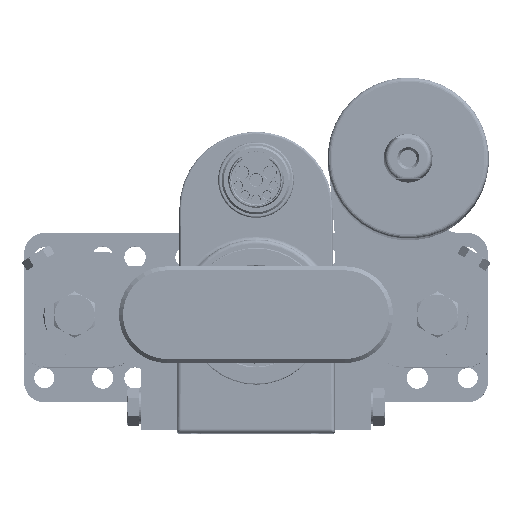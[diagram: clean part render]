
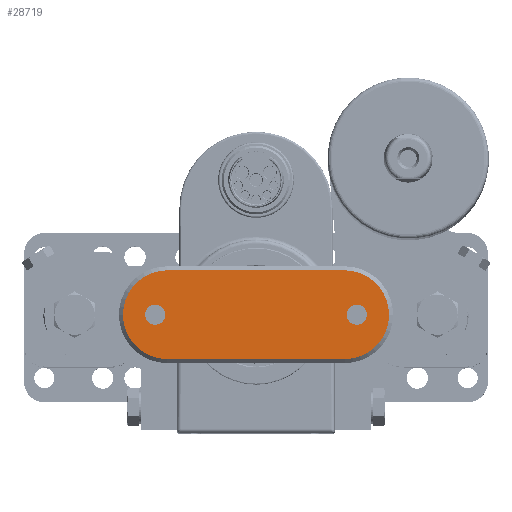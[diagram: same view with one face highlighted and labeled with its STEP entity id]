
A CAD part, top view. The second image highlights one B-rep face of the part: STEP entity #28719.
In plain terms, the highlighted planar face has unit normal (0, 0, 1).
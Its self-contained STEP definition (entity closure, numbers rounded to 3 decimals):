
#809 = ORIENTED_EDGE ( 'NONE', *, *, #27117, .T. ) ;
#825 = AXIS2_PLACEMENT_3D ( 'NONE', #26713, #15263, #40532 ) ;
#4071 = CARTESIAN_POINT ( 'NONE',  ( 33., 0., 9. ) ) ;
#4203 = DIRECTION ( 'NONE',  ( 0., 0., 1. ) ) ;
#6455 = VERTEX_POINT ( 'NONE', #27046 ) ;
#7289 = DIRECTION ( 'NONE',  ( 1., 0., 0. ) ) ;
#7359 = DIRECTION ( 'NONE',  ( 0., 0., 1. ) ) ;
#9956 = CARTESIAN_POINT ( 'NONE',  ( 22., 11., 9. ) ) ;
#9960 = DIRECTION ( 'NONE',  ( 1., 0., 0. ) ) ;
#10767 = DIRECTION ( 'NONE',  ( 1., 0., 0. ) ) ;
#10792 = VERTEX_POINT ( 'NONE', #23190 ) ;
#12154 = DIRECTION ( 'NONE',  ( -1., 0., 0. ) ) ;
#13327 = EDGE_CURVE ( 'NONE', #10792, #20672, #14389, .T. ) ;
#13904 = ORIENTED_EDGE ( 'NONE', *, *, #20787, .T. ) ;
#14389 = CIRCLE ( 'NONE', #30419, 11. ) ;
#14435 = ORIENTED_EDGE ( 'NONE', *, *, #21223, .T. ) ;
#15263 = DIRECTION ( 'NONE',  ( 0., 0., -1. ) ) ;
#15892 = EDGE_CURVE ( 'NONE', #41825, #29768, #34871, .T. ) ;
#15958 = EDGE_CURVE ( 'NONE', #20672, #18645, #31752, .T. ) ;
#15997 = CARTESIAN_POINT ( 'NONE',  ( -22., 11., 9. ) ) ;
#16290 = AXIS2_PLACEMENT_3D ( 'NONE', #35597, #46576, #27297 ) ;
#16553 = ORIENTED_EDGE ( 'NONE', *, *, #23578, .T. ) ;
#16824 = VERTEX_POINT ( 'NONE', #42070 ) ;
#17210 = FACE_BOUND ( 'NONE', #28774, .T. ) ;
#18083 = CARTESIAN_POINT ( 'NONE',  ( -22., 0., 9. ) ) ;
#18645 = VERTEX_POINT ( 'NONE', #29025 ) ;
#19162 = CARTESIAN_POINT ( 'NONE',  ( -22., 0., 9. ) ) ;
#19621 = VECTOR ( 'NONE', #12154, 1000. ) ;
#20630 = CARTESIAN_POINT ( 'NONE',  ( -22., -11., 9. ) ) ;
#20672 = VERTEX_POINT ( 'NONE', #20630 ) ;
#20787 = EDGE_CURVE ( 'NONE', #18645, #41825, #39633, .T. ) ;
#20867 = CIRCLE ( 'NONE', #16290, 2.5 ) ;
#21223 = EDGE_CURVE ( 'NONE', #35448, #35448, #21410, .T. ) ;
#21229 = DIRECTION ( 'NONE',  ( 0., 0., 1. ) ) ;
#21262 = AXIS2_PLACEMENT_3D ( 'NONE', #18083, #4203, #7289 ) ;
#21410 = CIRCLE ( 'NONE', #825, 2.5 ) ;
#22141 = AXIS2_PLACEMENT_3D ( 'NONE', #35853, #43471, #10767 ) ;
#23190 = CARTESIAN_POINT ( 'NONE',  ( -33., 0., 9. ) ) ;
#23578 = EDGE_CURVE ( 'NONE', #29768, #6455, #37666, .T. ) ;
#23914 = DIRECTION ( 'NONE',  ( 1., 0., 0. ) ) ;
#26586 = CIRCLE ( 'NONE', #21262, 11. ) ;
#26713 = CARTESIAN_POINT ( 'NONE',  ( 25., 0., 9. ) ) ;
#26820 = AXIS2_PLACEMENT_3D ( 'NONE', #42937, #7359, #33644 ) ;
#27046 = CARTESIAN_POINT ( 'NONE',  ( -22., 11., 9. ) ) ;
#27117 = EDGE_CURVE ( 'NONE', #16824, #16824, #20867, .T. ) ;
#27297 = DIRECTION ( 'NONE',  ( -1., 0., 0. ) ) ;
#27368 = EDGE_LOOP ( 'NONE', ( #35430, #32513, #38951, #13904, #28117, #16553 ) ) ;
#27688 = CARTESIAN_POINT ( 'NONE',  ( 22., 0., 9. ) ) ;
#28089 = CARTESIAN_POINT ( 'NONE',  ( 22.5, 0., 9. ) ) ;
#28117 = ORIENTED_EDGE ( 'NONE', *, *, #15892, .T. ) ;
#28434 = FACE_BOUND ( 'NONE', #39161, .T. ) ;
#28666 = FACE_OUTER_BOUND ( 'NONE', #27368, .T. ) ;
#28719 = ADVANCED_FACE ( 'NONE', ( #17210, #28434, #28666 ), #32028, .T. ) ;
#28774 = EDGE_LOOP ( 'NONE', ( #14435 ) ) ;
#29025 = CARTESIAN_POINT ( 'NONE',  ( 22., -11., 9. ) ) ;
#29768 = VERTEX_POINT ( 'NONE', #9956 ) ;
#30419 = AXIS2_PLACEMENT_3D ( 'NONE', #19162, #33723, #23914 ) ;
#30786 = EDGE_CURVE ( 'NONE', #6455, #10792, #26586, .T. ) ;
#31752 = LINE ( 'NONE', #42673, #42593 ) ;
#32028 = PLANE ( 'NONE',  #26820 ) ;
#32513 = ORIENTED_EDGE ( 'NONE', *, *, #13327, .T. ) ;
#33644 = DIRECTION ( 'NONE',  ( 1., 0., 0. ) ) ;
#33723 = DIRECTION ( 'NONE',  ( 0., 0., 1. ) ) ;
#34871 = CIRCLE ( 'NONE', #44851, 11. ) ;
#35430 = ORIENTED_EDGE ( 'NONE', *, *, #30786, .T. ) ;
#35448 = VERTEX_POINT ( 'NONE', #28089 ) ;
#35597 = CARTESIAN_POINT ( 'NONE',  ( -25., 0., 9. ) ) ;
#35757 = DIRECTION ( 'NONE',  ( 1., 0., 0. ) ) ;
#35853 = CARTESIAN_POINT ( 'NONE',  ( 22., 0., 9. ) ) ;
#37666 = LINE ( 'NONE', #15997, #19621 ) ;
#38951 = ORIENTED_EDGE ( 'NONE', *, *, #15958, .T. ) ;
#39161 = EDGE_LOOP ( 'NONE', ( #809 ) ) ;
#39633 = CIRCLE ( 'NONE', #22141, 11. ) ;
#40532 = DIRECTION ( 'NONE',  ( -1., 0., 0. ) ) ;
#41825 = VERTEX_POINT ( 'NONE', #4071 ) ;
#42070 = CARTESIAN_POINT ( 'NONE',  ( -27.5, 0., 9. ) ) ;
#42593 = VECTOR ( 'NONE', #9960, 1000. ) ;
#42673 = CARTESIAN_POINT ( 'NONE',  ( 22., -11., 9. ) ) ;
#42937 = CARTESIAN_POINT ( 'NONE',  ( 0., 0., 9. ) ) ;
#43471 = DIRECTION ( 'NONE',  ( 0., 0., 1. ) ) ;
#44851 = AXIS2_PLACEMENT_3D ( 'NONE', #27688, #21229, #35757 ) ;
#46576 = DIRECTION ( 'NONE',  ( 0., 0., -1. ) ) ;
